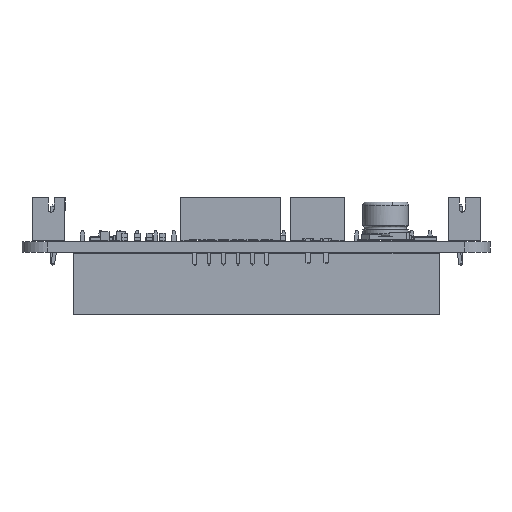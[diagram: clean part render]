
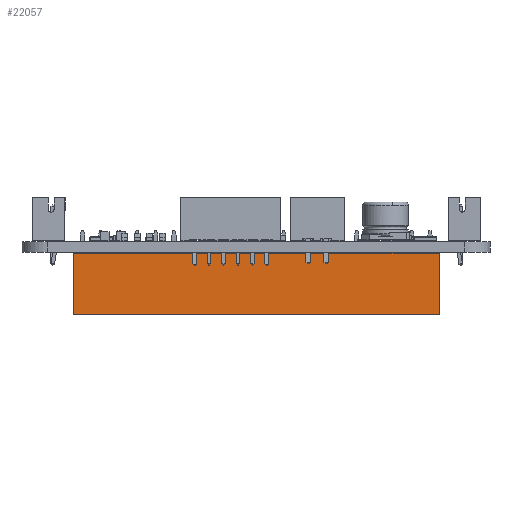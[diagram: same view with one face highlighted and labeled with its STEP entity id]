
A CAD part, front view. The second image highlights one B-rep face of the part: STEP entity #22057.
In plain terms, the highlighted face is planar.
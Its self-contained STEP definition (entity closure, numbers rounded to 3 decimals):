
#22057 = ADVANCED_FACE('',(#22058),#22092,.F.);
#22058 = FACE_BOUND('',#22059,.F.);
#22059 = EDGE_LOOP('',(#22060,#22070,#22078,#22086));
#22060 = ORIENTED_EDGE('',*,*,#22061,.T.);
#22061 = EDGE_CURVE('',#22062,#22064,#22066,.T.);
#22062 = VERTEX_POINT('',#22063);
#22063 = CARTESIAN_POINT('',(1.27,-49.53,0.));
#22064 = VERTEX_POINT('',#22065);
#22065 = CARTESIAN_POINT('',(1.27,-49.53,8.5));
#22066 = LINE('',#22067,#22068);
#22067 = CARTESIAN_POINT('',(1.27,-49.53,0.));
#22068 = VECTOR('',#22069,1.);
#22069 = DIRECTION('',(0.,0.,1.));
#22070 = ORIENTED_EDGE('',*,*,#22071,.T.);
#22071 = EDGE_CURVE('',#22064,#22072,#22074,.T.);
#22072 = VERTEX_POINT('',#22073);
#22073 = CARTESIAN_POINT('',(1.27,1.27,8.5));
#22074 = LINE('',#22075,#22076);
#22075 = CARTESIAN_POINT('',(1.27,-49.53,8.5));
#22076 = VECTOR('',#22077,1.);
#22077 = DIRECTION('',(0.,1.,0.));
#22078 = ORIENTED_EDGE('',*,*,#22079,.F.);
#22079 = EDGE_CURVE('',#22080,#22072,#22082,.T.);
#22080 = VERTEX_POINT('',#22081);
#22081 = CARTESIAN_POINT('',(1.27,1.27,0.));
#22082 = LINE('',#22083,#22084);
#22083 = CARTESIAN_POINT('',(1.27,1.27,0.));
#22084 = VECTOR('',#22085,1.);
#22085 = DIRECTION('',(0.,0.,1.));
#22086 = ORIENTED_EDGE('',*,*,#22087,.F.);
#22087 = EDGE_CURVE('',#22062,#22080,#22088,.T.);
#22088 = LINE('',#22089,#22090);
#22089 = CARTESIAN_POINT('',(1.27,-49.53,0.));
#22090 = VECTOR('',#22091,1.);
#22091 = DIRECTION('',(0.,1.,0.));
#22092 = PLANE('',#22093);
#22093 = AXIS2_PLACEMENT_3D('',#22094,#22095,#22096);
#22094 = CARTESIAN_POINT('',(1.27,-49.53,0.));
#22095 = DIRECTION('',(-1.,0.,0.));
#22096 = DIRECTION('',(0.,1.,0.));
